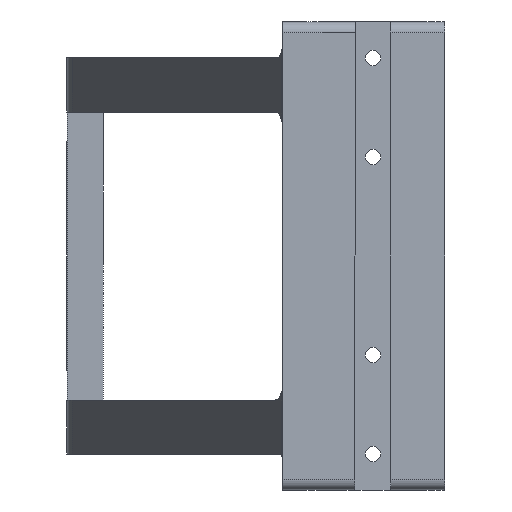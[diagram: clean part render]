
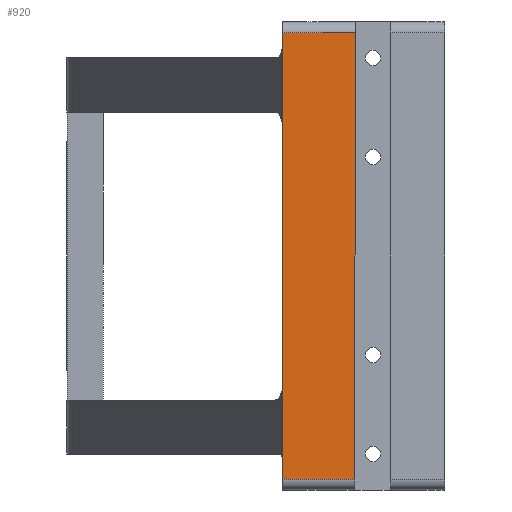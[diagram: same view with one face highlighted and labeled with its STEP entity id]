
A CAD part, left-side view. The second image highlights one B-rep face of the part: STEP entity #920.
In plain terms, the highlighted planar face has unit normal (-1, 0, 0).
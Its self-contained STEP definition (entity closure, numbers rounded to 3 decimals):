
#99 = LINE ( 'NONE', #1286, #2286 ) ;
#101 = ORIENTED_EDGE ( 'NONE', *, *, #1130, .T. ) ;
#257 = VERTEX_POINT ( 'NONE', #1468 ) ;
#340 = EDGE_CURVE ( 'NONE', #2858, #257, #99, .T. ) ;
#455 = CARTESIAN_POINT ( 'NONE',  ( 30., 45., 117. ) ) ;
#547 = DIRECTION ( 'NONE',  ( 0., 0., -1. ) ) ;
#731 = CARTESIAN_POINT ( 'NONE',  ( 30., 25., 117. ) ) ;
#774 = CARTESIAN_POINT ( 'NONE',  ( 30., 45., 110. ) ) ;
#898 = EDGE_CURVE ( 'NONE', #1750, #2684, #2867, .T. ) ;
#920 = ADVANCED_FACE ( 'NONE', ( #2883 ), #2201, .F. ) ;
#926 = VECTOR ( 'NONE', #547, 1000. ) ;
#1130 = EDGE_CURVE ( 'NONE', #2684, #2858, #2964, .T. ) ;
#1148 = CARTESIAN_POINT ( 'NONE',  ( 30., 45., 110. ) ) ;
#1152 = VECTOR ( 'NONE', #1401, 1000. ) ;
#1268 = DIRECTION ( 'NONE',  ( 0., -1., 0. ) ) ;
#1286 = CARTESIAN_POINT ( 'NONE',  ( 30., 45., -7. ) ) ;
#1401 = DIRECTION ( 'NONE',  ( 0., 1., 0. ) ) ;
#1406 = VECTOR ( 'NONE', #1820, 1000. ) ;
#1441 = ORIENTED_EDGE ( 'NONE', *, *, #898, .T. ) ;
#1468 = CARTESIAN_POINT ( 'NONE',  ( 30., 25., -7. ) ) ;
#1506 = DIRECTION ( 'NONE',  ( 0., 1., 0. ) ) ;
#1668 = CARTESIAN_POINT ( 'NONE',  ( 30., 45., -7. ) ) ;
#1750 = VERTEX_POINT ( 'NONE', #731 ) ;
#1820 = DIRECTION ( 'NONE',  ( 0., 0., -1. ) ) ;
#1906 = ORIENTED_EDGE ( 'NONE', *, *, #340, .T. ) ;
#1926 = EDGE_CURVE ( 'NONE', #1750, #257, #2866, .T. ) ;
#2007 = CARTESIAN_POINT ( 'NONE',  ( 30., 45., 117. ) ) ;
#2201 = PLANE ( 'NONE',  #2717 ) ;
#2286 = VECTOR ( 'NONE', #1268, 1000. ) ;
#2652 = CARTESIAN_POINT ( 'NONE',  ( 30., 25., 110. ) ) ;
#2655 = ORIENTED_EDGE ( 'NONE', *, *, #1926, .F. ) ;
#2684 = VERTEX_POINT ( 'NONE', #2007 ) ;
#2717 = AXIS2_PLACEMENT_3D ( 'NONE', #774, #2930, #1506 ) ;
#2858 = VERTEX_POINT ( 'NONE', #1668 ) ;
#2866 = LINE ( 'NONE', #2652, #926 ) ;
#2867 = LINE ( 'NONE', #455, #1152 ) ;
#2883 = FACE_OUTER_BOUND ( 'NONE', #3037, .T. ) ;
#2930 = DIRECTION ( 'NONE',  ( 1., 0., 0. ) ) ;
#2964 = LINE ( 'NONE', #1148, #1406 ) ;
#3037 = EDGE_LOOP ( 'NONE', ( #101, #1906, #2655, #1441 ) ) ;
